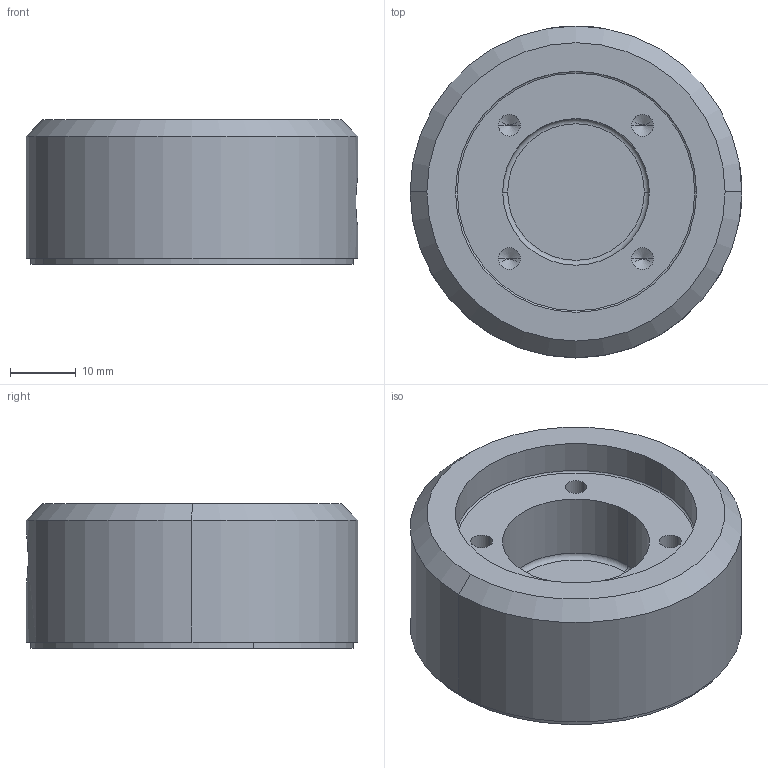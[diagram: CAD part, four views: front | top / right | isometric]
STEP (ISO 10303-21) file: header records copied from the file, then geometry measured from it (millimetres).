
FILE_DESCRIPTION (( 'STEP AP214' ), '1' );
FILE_NAME ('S205001.STEP', '2019-08-23T19:35:39', ( '' ), ( '' ), 'SwSTEP 2.0', 'SolidWorks 2019', '' );
FILE_SCHEMA (( 'AUTOMOTIVE_DESIGN' ));
Length unit declared in the file: inch
Products named in the file (1): S205001
Bounding box: 50.29 x 50.29 x 21.97 mm (x, y, z)
Volume: 30734.8 mm3; surface area: 13203.2 mm2
Topology: 2 solids, 2 shells, 60 faces, 137 edges, 79 vertices
Faces by surface type: cylinder 32, cone 14, plane 10, torus 4
Entity records: 2614 total; most frequent: CARTESIAN_POINT 447, DIRECTION 305, ORIENTED_EDGE 250, AXIS2_PLACEMENT_3D 129, EDGE_CURVE 125, VERTEX_POINT 79, EDGE_LOOP 74, CIRCLE 68
